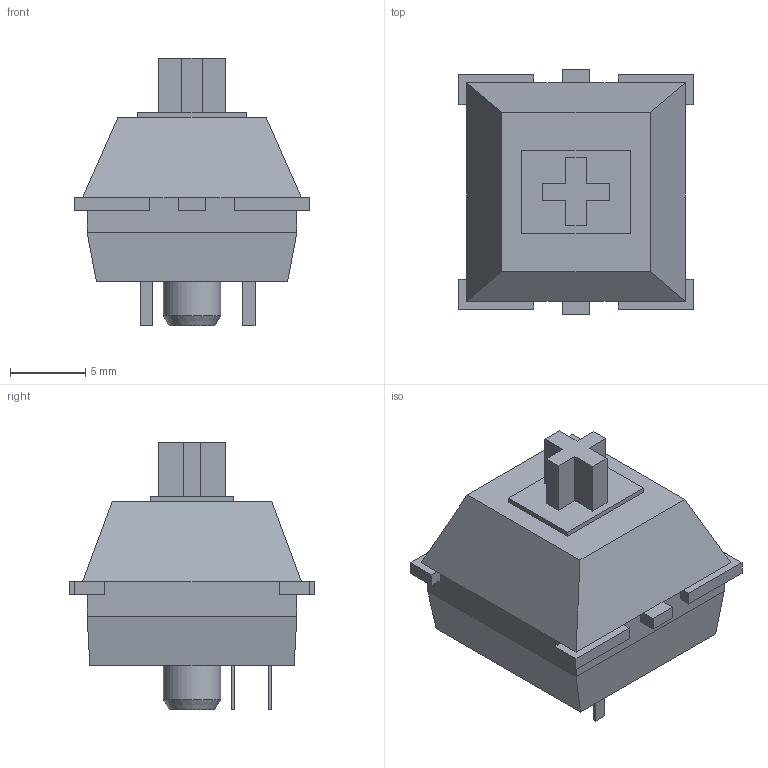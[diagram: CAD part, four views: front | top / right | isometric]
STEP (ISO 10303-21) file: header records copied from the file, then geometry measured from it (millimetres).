
FILE_DESCRIPTION(('FreeCAD Model'),'2;1');
FILE_NAME('cherry-mx-basic.step','2020-01-18T10:35:21',( 'Author'),(''),'Open CASCADE STEP processor 7.4','FreeCAD','Unknown' );
FILE_SCHEMA(('AUTOMOTIVE_DESIGN { 1 0 10303 214 1 1 1 1 }'));
Length unit declared in the file: millimetre
Products named in the file (6): cherry-mx-basic; cherry-body; cherry-axis; cherry-peg; pin1; pin2
Assembly tree (5 placements, depth 2):
  cherry-mx-basic
    cherry-body
    cherry-axis
    cherry-peg
    pin1
    pin2
Bounding box: 15.64 x 16.33 x 17.85 mm (x, y, z)
Volume: 1993.2 mm3; surface area: 1172.3 mm2
Topology: 5 solids, 5 shells, 110 faces, 262 edges, 169 vertices
Faces by surface type: plane 97, bspline 8, cylinder 4, cone 1
Full cylindrical faces by diameter (mm): 1.8 x2, 3.85 x2
Entity records: 6642 total; most frequent: CARTESIAN_POINT 1132, DIRECTION 989, LINE 750, VECTOR 750, ORIENTED_EDGE 524, PCURVE 524, DEFINITIONAL_REPRESENTATION 524, EDGE_CURVE 262
